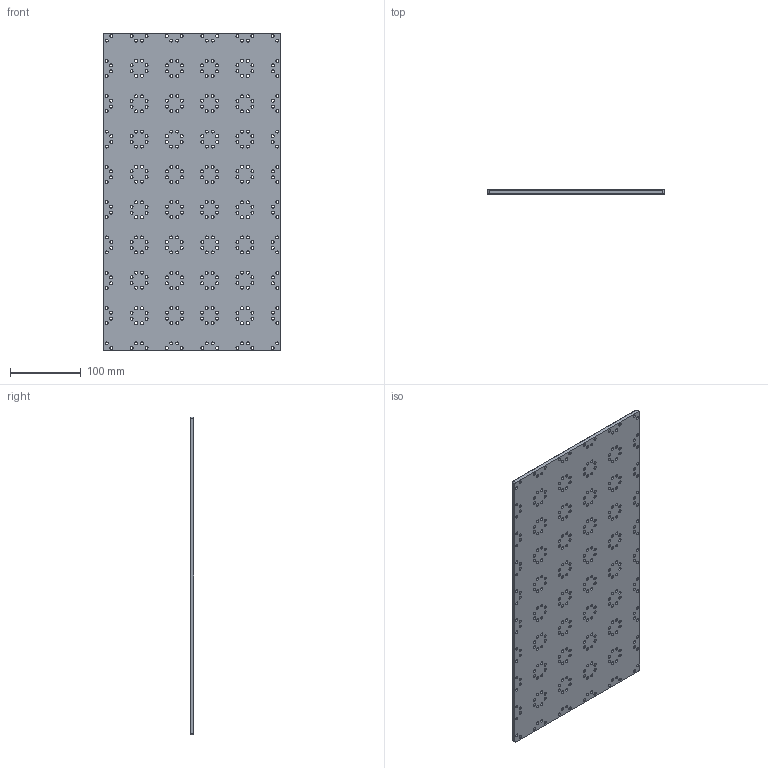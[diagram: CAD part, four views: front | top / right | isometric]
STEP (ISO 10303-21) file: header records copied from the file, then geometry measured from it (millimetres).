
FILE_DESCRIPTION(/* description */ ('','CAx-IF Rec.Pracs.---Representation and Presentation of Product Manufacturing Information (PMI)---4.0---2014-10-13'),/* implementation_level */ '2;1');
FILE_NAME(/* name */ 'Baseplate 9x5 V5.stp',/* time_stamp */ '2024-10-08T11:44:01-04:00',/* author */ ('xSibe'),/* organization */ (''),/* preprocessor_version */ 'ST-DEVELOPER v19.2',/* originating_system */ 'Autodesk Inventor 2023',/* authorisation */ '');
FILE_SCHEMA (('AP242_MANAGED_MODEL_BASED_3D_ENGINEERING_MIM_LF { 1 0 10303 442 1 1 4 }'));
Length unit declared in the file: millimetre
Products named in the file (1): Baseplate 9x5 V5
Bounding box: 250 x 5 x 450 mm (x, y, z)
Volume: 536897 mm3; surface area: 246298.3 mm2
Topology: 1 solids, 1 shells, 595 faces, 1656 edges, 1104 vertices
Faces by surface type: cylinder 364, plane 231
Full cylindrical faces by diameter (mm): 4.25 x360
Entity records: 21376 total; most frequent: DIRECTION 3642, CARTESIAN_POINT 3518, ORIENTED_EDGE 3312, EDGE_CURVE 1656, AXIS2_PLACEMENT_3D 1361, EDGE_LOOP 1356, VERTEX_POINT 1104, LINE 920
